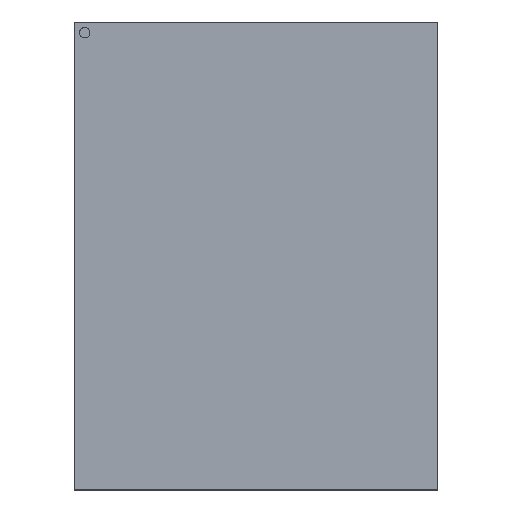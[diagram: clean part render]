
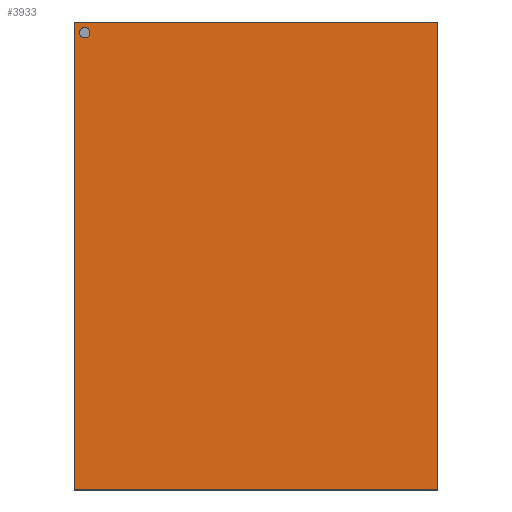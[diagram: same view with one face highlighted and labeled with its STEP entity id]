
A CAD part, top view. The second image highlights one B-rep face of the part: STEP entity #3933.
In plain terms, the highlighted planar face has unit normal (0, 0, 1).
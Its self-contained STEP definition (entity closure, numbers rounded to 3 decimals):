
#1467 = VERTEX_POINT('',#1468);
#1468 = CARTESIAN_POINT('',(-5.25,6.75,1.2));
#1476 = VERTEX_POINT('',#1477);
#1477 = CARTESIAN_POINT('',(5.25,6.75,1.2));
#1483 = EDGE_CURVE('',#1467,#1476,#1484,.T.);
#1484 = LINE('',#1485,#1486);
#1485 = CARTESIAN_POINT('',(-5.25,6.75,1.2));
#1486 = VECTOR('',#1487,1.);
#1487 = DIRECTION('',(1.,0.,0.));
#1499 = EDGE_CURVE('',#1476,#1500,#1502,.T.);
#1500 = VERTEX_POINT('',#1501);
#1501 = CARTESIAN_POINT('',(5.25,-6.75,1.2));
#1502 = LINE('',#1503,#1504);
#1503 = CARTESIAN_POINT('',(5.25,6.75,1.2));
#1504 = VECTOR('',#1505,1.);
#1505 = DIRECTION('',(0.,-1.,0.));
#1523 = EDGE_CURVE('',#1467,#1524,#1526,.T.);
#1524 = VERTEX_POINT('',#1525);
#1525 = CARTESIAN_POINT('',(-5.25,-6.75,1.2));
#1526 = LINE('',#1527,#1528);
#1527 = CARTESIAN_POINT('',(-5.25,6.75,1.2));
#1528 = VECTOR('',#1529,1.);
#1529 = DIRECTION('',(0.,-1.,0.));
#1548 = EDGE_CURVE('',#1524,#1500,#1549,.T.);
#1549 = LINE('',#1550,#1551);
#1550 = CARTESIAN_POINT('',(-5.25,-6.75,1.2));
#1551 = VECTOR('',#1552,1.);
#1552 = DIRECTION('',(1.,0.,0.));
#3933 = ADVANCED_FACE('',(#3934,#3940),#3951,.T.);
#3934 = FACE_BOUND('',#3935,.T.);
#3935 = EDGE_LOOP('',(#3936,#3937,#3938,#3939));
#3936 = ORIENTED_EDGE('',*,*,#1483,.F.);
#3937 = ORIENTED_EDGE('',*,*,#1523,.T.);
#3938 = ORIENTED_EDGE('',*,*,#1548,.T.);
#3939 = ORIENTED_EDGE('',*,*,#1499,.F.);
#3940 = FACE_BOUND('',#3941,.T.);
#3941 = EDGE_LOOP('',(#3942));
#3942 = ORIENTED_EDGE('',*,*,#3943,.T.);
#3943 = EDGE_CURVE('',#3944,#3944,#3946,.T.);
#3944 = VERTEX_POINT('',#3945);
#3945 = CARTESIAN_POINT('',(-4.94,6.29,1.2));
#3946 = CIRCLE('',#3947,0.15);
#3947 = AXIS2_PLACEMENT_3D('',#3948,#3949,#3950);
#3948 = CARTESIAN_POINT('',(-4.94,6.44,1.2));
#3949 = DIRECTION('',(-0.,0.,-1.));
#3950 = DIRECTION('',(0.,-1.,0.));
#3951 = PLANE('',#3952);
#3952 = AXIS2_PLACEMENT_3D('',#3953,#3954,#3955);
#3953 = CARTESIAN_POINT('',(-5.25,6.75,1.2));
#3954 = DIRECTION('',(0.,0.,1.));
#3955 = DIRECTION('',(0.,-1.,0.));
